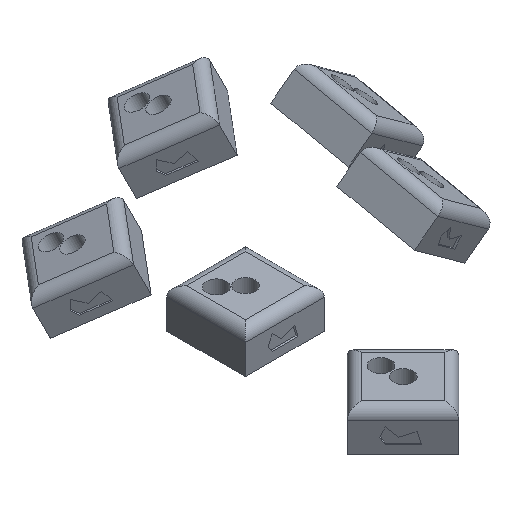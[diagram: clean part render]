
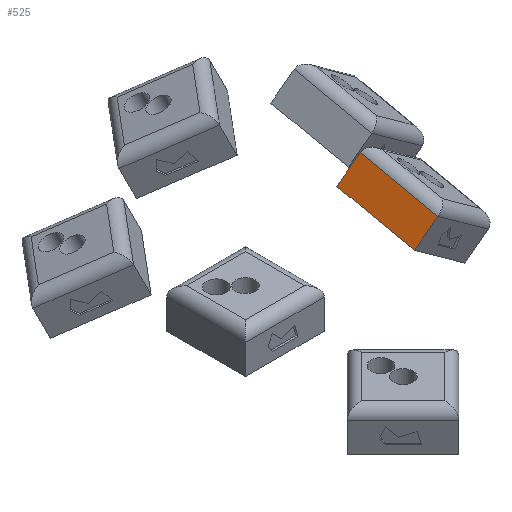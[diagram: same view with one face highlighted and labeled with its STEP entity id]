
A CAD part, isometric view. The second image highlights one B-rep face of the part: STEP entity #525.
In plain terms, the highlighted face is planar.
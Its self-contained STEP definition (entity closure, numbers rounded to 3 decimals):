
#234=ORIENTED_EDGE('',*,*,#318,.F.);
#235=ORIENTED_EDGE('',*,*,#319,.T.);
#236=ORIENTED_EDGE('',*,*,#320,.T.);
#237=ORIENTED_EDGE('',*,*,#321,.T.);
#318=EDGE_CURVE('',#360,#361,#390,.T.);
#319=EDGE_CURVE('',#360,#362,#391,.F.);
#320=EDGE_CURVE('',#362,#363,#392,.T.);
#321=EDGE_CURVE('',#363,#361,#393,.T.);
#360=VERTEX_POINT('',#880);
#361=VERTEX_POINT('',#881);
#362=VERTEX_POINT('',#883);
#363=VERTEX_POINT('',#885);
#390=LINE('',#879,#424);
#391=LINE('',#882,#425);
#392=LINE('',#884,#426);
#393=LINE('',#886,#427);
#424=VECTOR('',#689,1000.);
#425=VECTOR('',#690,1000.);
#426=VECTOR('',#691,1000.);
#427=VECTOR('',#692,1000.);
#458=EDGE_LOOP('',(#234,#235,#236,#237));
#484=FACE_BOUND('',#458,.T.);
#512=PLANE('',#567);
#525=ADVANCED_FACE('',(#484),#512,.F.);
#567=AXIS2_PLACEMENT_3D('',#878,#687,#688);
#687=DIRECTION('',(1.,0.,0.));
#688=DIRECTION('',(0.,0.,-1.));
#689=DIRECTION('',(0.,0.,-1.));
#690=DIRECTION('',(0.,-1.,0.));
#691=DIRECTION('',(0.,0.,-1.));
#692=DIRECTION('',(0.,-1.,0.));
#878=CARTESIAN_POINT('',(0.,40.,20.));
#879=CARTESIAN_POINT('',(0.,0.,20.));
#880=CARTESIAN_POINT('',(0.,0.,15.));
#881=CARTESIAN_POINT('',(0.,0.,0.));
#882=CARTESIAN_POINT('',(0.,40.,15.));
#883=CARTESIAN_POINT('',(0.,40.,15.));
#884=CARTESIAN_POINT('',(0.,40.,20.));
#885=CARTESIAN_POINT('',(0.,40.,0.));
#886=CARTESIAN_POINT('',(0.,40.,0.));
